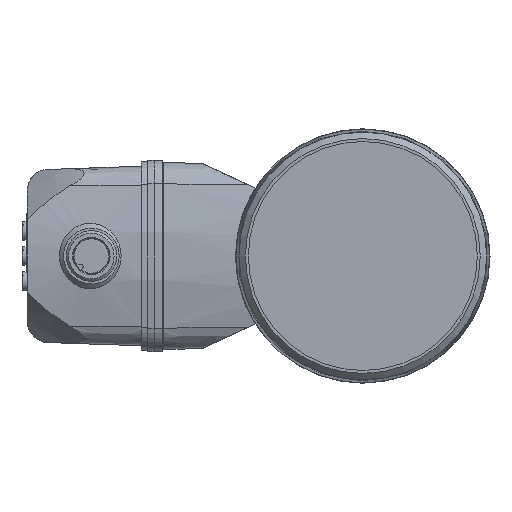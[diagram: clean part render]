
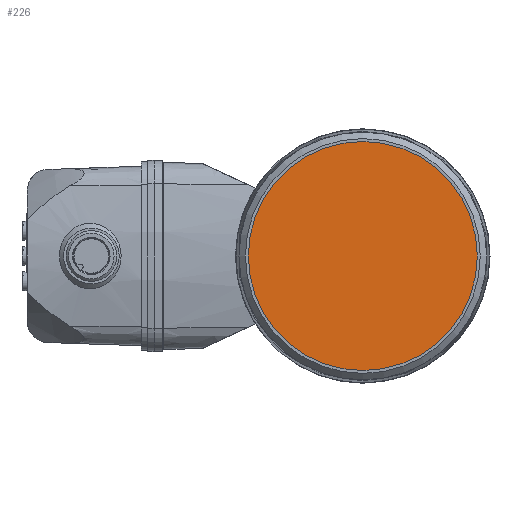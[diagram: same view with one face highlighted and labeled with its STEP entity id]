
A CAD part, left-side view. The second image highlights one B-rep face of the part: STEP entity #226.
In plain terms, the highlighted planar face has unit normal (-1, 0, 0).
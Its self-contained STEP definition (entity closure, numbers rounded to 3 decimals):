
#226 = ADVANCED_FACE( '', ( #646 ), #647, .F. );
#646 = FACE_OUTER_BOUND( '', #1147, .T. );
#647 = PLANE( '', #1148 );
#1147 = EDGE_LOOP( '', ( #2513 ) );
#1148 = AXIS2_PLACEMENT_3D( '', #2514, #2515, #2516 );
#2513 = ORIENTED_EDGE( '', *, *, #3324, .T. );
#2514 = CARTESIAN_POINT( '', ( -176.6, 0., 30.15 ) );
#2515 = DIRECTION( '', ( 1., 0., 0. ) );
#2516 = DIRECTION( '', ( 0., 0., -1. ) );
#3324 = EDGE_CURVE( '', #4058, #4058, #4059, .T. );
#4058 = VERTEX_POINT( '', #5281 );
#4059 = CIRCLE( '', #5282, 27.15 );
#5281 = CARTESIAN_POINT( '', ( -176.6, 0., 27.15 ) );
#5282 = AXIS2_PLACEMENT_3D( '', #6667, #6668, #6669 );
#6667 = CARTESIAN_POINT( '', ( -176.6, 0., 0. ) );
#6668 = DIRECTION( '', ( -1., 0., 0. ) );
#6669 = DIRECTION( '', ( 0., 0., 1. ) );
